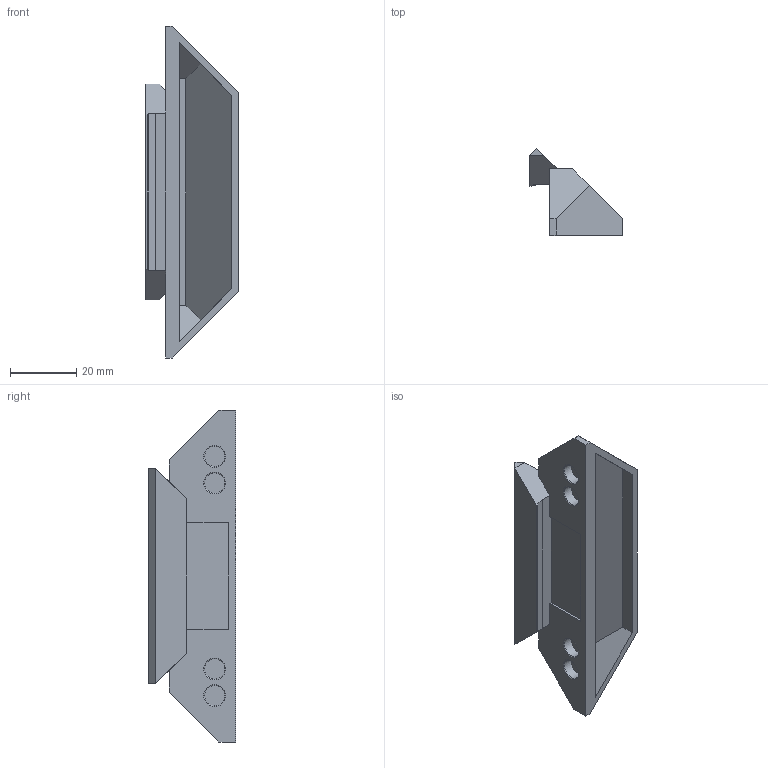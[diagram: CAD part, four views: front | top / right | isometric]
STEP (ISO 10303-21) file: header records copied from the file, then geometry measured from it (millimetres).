
FILE_DESCRIPTION(/* description */ (''),/* implementation_level */ '2;1');
FILE_NAME(/* name */ 'StealthHandle.step',/* time_stamp */ '2023-07-09T08:21:24+02:00',/* author */ (''),/* organization */ (''),/* preprocessor_version */ 'ST-DEVELOPER v19.2',/* originating_system */ 'Autodesk Translation Framework v12.6.0.85',/* authorisation */ '');
FILE_SCHEMA (('AUTOMOTIVE_DESIGN { 1 0 10303 214 3 1 1 }'));
Length unit declared in the file: millimetre
Products named in the file (1): StealthHandle
Bounding box: 28 x 26.21 x 100 mm (x, y, z)
Volume: 14738.3 mm3; surface area: 11225.4 mm2
Topology: 1 solids, 1 shells, 51 faces, 130 edges, 86 vertices
Faces by surface type: plane 43, torus 4, cylinder 4
Full cylindrical faces by diameter (mm): 6.1 x4
Entity records: 1561 total; most frequent: CARTESIAN_POINT 268, ORIENTED_EDGE 260, DIRECTION 254, EDGE_CURVE 130, LINE 110, VECTOR 110, VERTEX_POINT 86, AXIS2_PLACEMENT_3D 72
